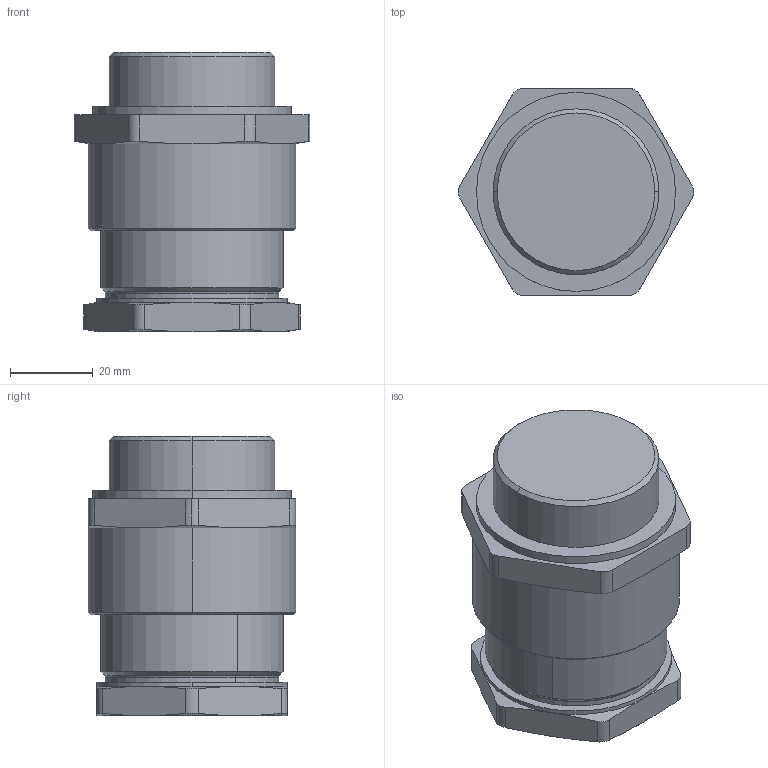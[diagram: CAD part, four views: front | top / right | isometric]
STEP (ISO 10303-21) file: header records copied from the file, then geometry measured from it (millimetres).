
FILE_DESCRIPTION (( 'STEP AP203' ), '1' );
FILE_NAME ('KH5MHK.STEP', '2023-03-30T08:52:31', ( '' ), ( '' ), 'SwSTEP 2.0', 'SolidWorks 2022', '' );
FILE_SCHEMA (( 'CONFIG_CONTROL_DESIGN' ));
Length unit declared in the file: millimetre
Products named in the file (1): KH5MHK
Bounding box: 56.77 x 49.97 x 67.3 mm (x, y, z)
Volume: 115001.3 mm3; surface area: 14841.5 mm2
Topology: 1 solids, 1 shells, 70 faces, 163 edges, 99 vertices
Faces by surface type: cylinder 25, cone 25, plane 18, torus 2
Entity records: 2497 total; most frequent: CARTESIAN_POINT 893, ORIENTED_EDGE 326, DIRECTION 306, EDGE_CURVE 163, AXIS2_PLACEMENT_3D 128, VERTEX_POINT 99, EDGE_LOOP 74, ADVANCED_FACE 70
